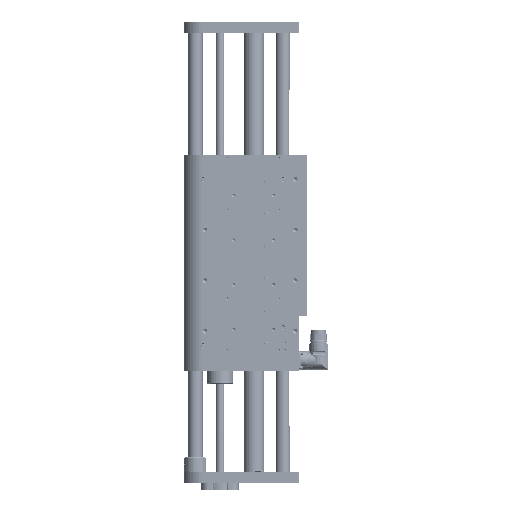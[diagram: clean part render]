
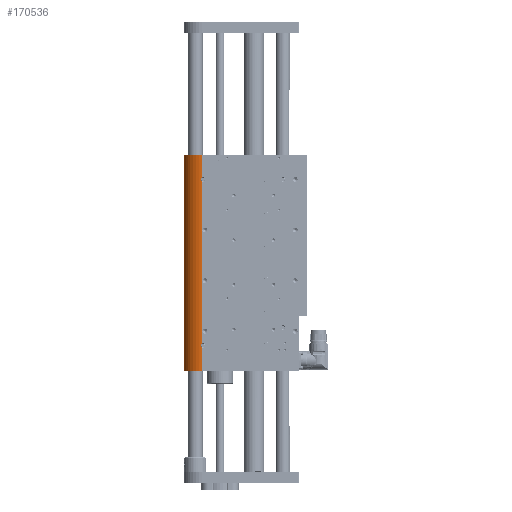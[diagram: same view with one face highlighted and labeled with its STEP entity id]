
A CAD part, left-side view. The second image highlights one B-rep face of the part: STEP entity #170536.
In plain terms, the highlighted cylindrical face has radius 25 mm (diameter 50 mm), a partial arc.
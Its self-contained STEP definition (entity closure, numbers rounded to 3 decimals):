
#1308 = DIRECTION ( 'NONE',  ( 0., 0., -1. ) ) ;
#2320 = EDGE_CURVE ( 'NONE', #35107, #37674, #158275, .T. ) ;
#3895 = VERTEX_POINT ( 'NONE', #36847 ) ;
#6488 = CARTESIAN_POINT ( 'NONE',  ( -24.965, 73.317, 265.537 ) ) ;
#10746 = CARTESIAN_POINT ( 'NONE',  ( -24.988, 72.807, 32.545 ) ) ;
#11373 = CARTESIAN_POINT ( 'NONE',  ( -25., 72., 299. ) ) ;
#11854 = CIRCLE ( 'NONE', #81159, 25. ) ;
#13759 = VECTOR ( 'NONE', #1308, 1000. ) ;
#15961 = B_SPLINE_CURVE_WITH_KNOTS ( 'NONE', 3,
 ( #48025, #170944, #144731, #117631, #173617, #102327, #74287, #64284, #172743, #48930, #104995, #20905, #37199, #6488, #119366, #76025, #61607, #88752, #143856, #159996 ),
 .UNSPECIFIED., .F., .F.,
 ( 4, 2, 2, 2, 2, 2, 2, 2, 2, 4 ),
 ( 0., 0.001, 0.002, 0.003, 0.003, 0.004, 0.004, 0.005, 0.006, 0.006 ),
 .UNSPECIFIED. ) ;
#17711 = ORIENTED_EDGE ( 'NONE', *, *, #162811, .F. ) ;
#18485 = EDGE_CURVE ( 'NONE', #28476, #152863, #125118, .T. ) ;
#19752 = DIRECTION ( 'NONE',  ( 0., 0., 1. ) ) ;
#20905 = CARTESIAN_POINT ( 'NONE',  ( -24.958, 73.44, 265.024 ) ) ;
#23206 = ORIENTED_EDGE ( 'NONE', *, *, #147646, .F. ) ;
#25387 = CARTESIAN_POINT ( 'NONE',  ( 25., 72., 299. ) ) ;
#26112 = CARTESIAN_POINT ( 'NONE',  ( -24.958, 73.448, 33.973 ) ) ;
#27543 = CARTESIAN_POINT ( 'NONE',  ( -25., 72., 0. ) ) ;
#28476 = VERTEX_POINT ( 'NONE', #78606 ) ;
#31232 = LINE ( 'NONE', #61850, #171846 ) ;
#32588 = DIRECTION ( 'NONE',  ( 0., 0., -1. ) ) ;
#35107 = VERTEX_POINT ( 'NONE', #159885 ) ;
#36847 = CARTESIAN_POINT ( 'NONE',  ( -25., 72., 37.127 ) ) ;
#37199 = CARTESIAN_POINT ( 'NONE',  ( -24.96, 73.415, 265.155 ) ) ;
#37674 = VERTEX_POINT ( 'NONE', #27543 ) ;
#38679 = CYLINDRICAL_SURFACE ( 'NONE', #41790, 25. ) ;
#38792 = CARTESIAN_POINT ( 'NONE',  ( -24.965, 73.317, 33.464 ) ) ;
#39690 = CARTESIAN_POINT ( 'NONE',  ( -24.965, 73.317, 35.537 ) ) ;
#39892 = CARTESIAN_POINT ( 'NONE',  ( -25., 72., 261.873 ) ) ;
#41790 = AXIS2_PLACEMENT_3D ( 'NONE', #62205, #117332, #52198 ) ;
#48025 = CARTESIAN_POINT ( 'NONE',  ( -25., 72., 261.873 ) ) ;
#48930 = CARTESIAN_POINT ( 'NONE',  ( -24.956, 73.481, 264.632 ) ) ;
#52198 = DIRECTION ( 'NONE',  ( -1., 0., 0. ) ) ;
#53190 = CARTESIAN_POINT ( 'NONE',  ( -24.956, 73.481, 34.632 ) ) ;
#61607 = CARTESIAN_POINT ( 'NONE',  ( -24.988, 72.807, 266.455 ) ) ;
#61850 = CARTESIAN_POINT ( 'NONE',  ( 25., 72., 299. ) ) ;
#62205 = CARTESIAN_POINT ( 'NONE',  ( 0., 72., 299. ) ) ;
#63626 = ORIENTED_EDGE ( 'NONE', *, *, #133321, .F. ) ;
#64284 = CARTESIAN_POINT ( 'NONE',  ( -24.958, 73.448, 263.973 ) ) ;
#64895 = FACE_OUTER_BOUND ( 'NONE', #78895, .T. ) ;
#66803 = CARTESIAN_POINT ( 'NONE',  ( -24.971, 73.22, 33.218 ) ) ;
#66966 = CARTESIAN_POINT ( 'NONE',  ( -25., 72., 267.127 ) ) ;
#69104 = AXIS2_PLACEMENT_3D ( 'NONE', #143577, #19752, #130051 ) ;
#69370 = CARTESIAN_POINT ( 'NONE',  ( -25., 72., 31.873 ) ) ;
#70878 = CARTESIAN_POINT ( 'NONE',  ( -25., 72., 299. ) ) ;
#71452 = CARTESIAN_POINT ( 'NONE',  ( -25., 72., 299. ) ) ;
#74287 = CARTESIAN_POINT ( 'NONE',  ( -24.965, 73.317, 263.464 ) ) ;
#75370 = VECTOR ( 'NONE', #32588, 1000. ) ;
#76025 = CARTESIAN_POINT ( 'NONE',  ( -24.982, 72.964, 266.244 ) ) ;
#78606 = CARTESIAN_POINT ( 'NONE',  ( -25., 72., 299. ) ) ;
#78895 = EDGE_LOOP ( 'NONE', ( #23206, #125135, #140987, #17711, #141507, #129580, #63626, #136804 ) ) ;
#80322 = CARTESIAN_POINT ( 'NONE',  ( -24.956, 73.481, 34.239 ) ) ;
#81159 = AXIS2_PLACEMENT_3D ( 'NONE', #157053, #101127, #169735 ) ;
#81211 = CARTESIAN_POINT ( 'NONE',  ( -25., 72., 37.127 ) ) ;
#85961 = LINE ( 'NONE', #71452, #75370 ) ;
#88752 = CARTESIAN_POINT ( 'NONE',  ( -24.997, 72.441, 266.831 ) ) ;
#91223 = CARTESIAN_POINT ( 'NONE',  ( -24.958, 73.44, 35.024 ) ) ;
#94823 = CARTESIAN_POINT ( 'NONE',  ( -24.997, 72.441, 36.831 ) ) ;
#101127 = DIRECTION ( 'NONE',  ( 0., 0., 1. ) ) ;
#102327 = CARTESIAN_POINT ( 'NONE',  ( -24.971, 73.22, 263.218 ) ) ;
#103857 = EDGE_CURVE ( 'NONE', #135355, #152863, #15961, .T. ) ;
#104995 = CARTESIAN_POINT ( 'NONE',  ( -24.957, 73.473, 264.762 ) ) ;
#105672 = CARTESIAN_POINT ( 'NONE',  ( -24.982, 72.964, 36.244 ) ) ;
#106371 = LINE ( 'NONE', #11373, #114203 ) ;
#106612 = CARTESIAN_POINT ( 'NONE',  ( -24.997, 72.438, 32.166 ) ) ;
#114203 = VECTOR ( 'NONE', #133444, 1000. ) ;
#117332 = DIRECTION ( 'NONE',  ( 0., 0., -1. ) ) ;
#117631 = CARTESIAN_POINT ( 'NONE',  ( -24.988, 72.807, 262.545 ) ) ;
#119366 = CARTESIAN_POINT ( 'NONE',  ( -24.97, 73.221, 265.78 ) ) ;
#120084 = CARTESIAN_POINT ( 'NONE',  ( -24.988, 72.807, 36.455 ) ) ;
#121313 = EDGE_CURVE ( 'NONE', #143442, #3895, #143203, .T. ) ;
#122743 = VERTEX_POINT ( 'NONE', #25387 ) ;
#125118 = LINE ( 'NONE', #70878, #13759 ) ;
#125135 = ORIENTED_EDGE ( 'NONE', *, *, #103857, .T. ) ;
#129580 = ORIENTED_EDGE ( 'NONE', *, *, #2320, .T. ) ;
#129695 = DIRECTION ( 'NONE',  ( 0., 0., -1. ) ) ;
#130051 = DIRECTION ( 'NONE',  ( 1., 0., 0. ) ) ;
#133321 = EDGE_CURVE ( 'NONE', #143442, #37674, #85961, .T. ) ;
#133444 = DIRECTION ( 'NONE',  ( 0., 0., -1. ) ) ;
#133683 = CARTESIAN_POINT ( 'NONE',  ( -24.957, 73.473, 34.762 ) ) ;
#134557 = CARTESIAN_POINT ( 'NONE',  ( -25., 72., 31.873 ) ) ;
#135355 = VERTEX_POINT ( 'NONE', #39892 ) ;
#136804 = ORIENTED_EDGE ( 'NONE', *, *, #121313, .T. ) ;
#140987 = ORIENTED_EDGE ( 'NONE', *, *, #18485, .F. ) ;
#141507 = ORIENTED_EDGE ( 'NONE', *, *, #172571, .T. ) ;
#143203 = B_SPLINE_CURVE_WITH_KNOTS ( 'NONE', 3,
 ( #134557, #149003, #106612, #10746, #162495, #66803, #38792, #26112, #80322, #53190, #133683, #91223, #146321, #39690, #174323, #105672, #120084, #94823, #161611, #81211 ),
 .UNSPECIFIED., .F., .F.,
 ( 4, 2, 2, 2, 2, 2, 2, 2, 2, 4 ),
 ( 0., 0.001, 0.002, 0.003, 0.003, 0.004, 0.004, 0.005, 0.006, 0.006 ),
 .UNSPECIFIED. ) ;
#143442 = VERTEX_POINT ( 'NONE', #69370 ) ;
#143577 = CARTESIAN_POINT ( 'NONE',  ( 0., 72., 0. ) ) ;
#143856 = CARTESIAN_POINT ( 'NONE',  ( -25., 72.23, 266.996 ) ) ;
#144731 = CARTESIAN_POINT ( 'NONE',  ( -24.997, 72.438, 262.166 ) ) ;
#146321 = CARTESIAN_POINT ( 'NONE',  ( -24.96, 73.415, 35.155 ) ) ;
#147646 = EDGE_CURVE ( 'NONE', #135355, #3895, #106371, .T. ) ;
#149003 = CARTESIAN_POINT ( 'NONE',  ( -25., 72.229, 32.004 ) ) ;
#152863 = VERTEX_POINT ( 'NONE', #66966 ) ;
#157053 = CARTESIAN_POINT ( 'NONE',  ( 0., 72., 299. ) ) ;
#158275 = CIRCLE ( 'NONE', #69104, 25. ) ;
#159885 = CARTESIAN_POINT ( 'NONE',  ( 25., 72., 0. ) ) ;
#159996 = CARTESIAN_POINT ( 'NONE',  ( -25., 72., 267.127 ) ) ;
#161611 = CARTESIAN_POINT ( 'NONE',  ( -25., 72.23, 36.996 ) ) ;
#162495 = CARTESIAN_POINT ( 'NONE',  ( -24.982, 72.963, 32.756 ) ) ;
#162811 = EDGE_CURVE ( 'NONE', #122743, #28476, #11854, .T. ) ;
#169735 = DIRECTION ( 'NONE',  ( 1., 0., 0. ) ) ;
#170536 = ADVANCED_FACE ( 'NONE', ( #64895 ), #38679, .T. ) ;
#170944 = CARTESIAN_POINT ( 'NONE',  ( -25., 72.229, 262.004 ) ) ;
#171846 = VECTOR ( 'NONE', #129695, 1000. ) ;
#172571 = EDGE_CURVE ( 'NONE', #122743, #35107, #31232, .T. ) ;
#172743 = CARTESIAN_POINT ( 'NONE',  ( -24.956, 73.481, 264.239 ) ) ;
#173617 = CARTESIAN_POINT ( 'NONE',  ( -24.982, 72.963, 262.756 ) ) ;
#174323 = CARTESIAN_POINT ( 'NONE',  ( -24.97, 73.221, 35.78 ) ) ;
